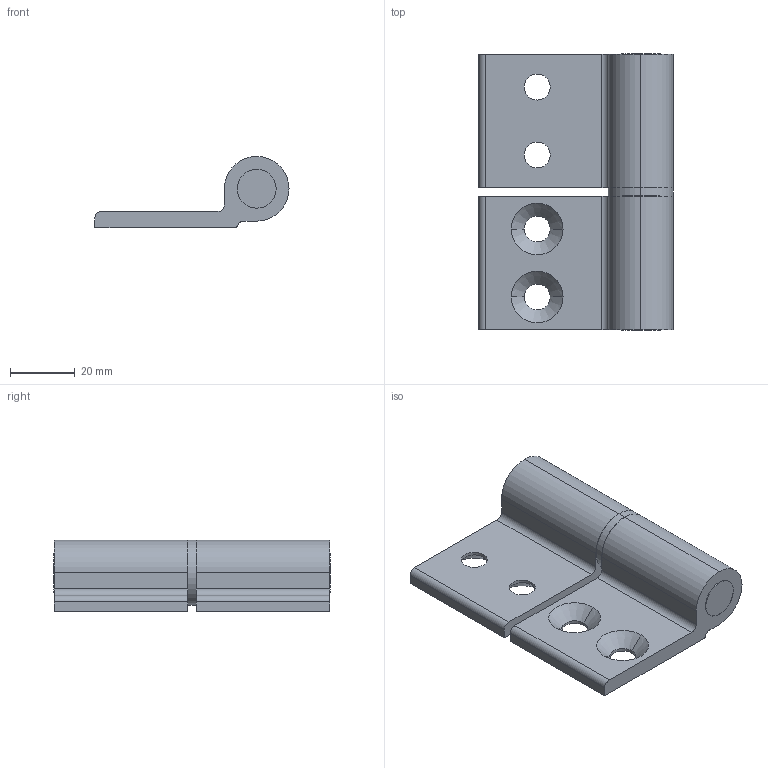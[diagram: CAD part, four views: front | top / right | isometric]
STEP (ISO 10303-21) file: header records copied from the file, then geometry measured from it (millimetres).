
FILE_DESCRIPTION (( 'STEP AP214' ), '1' );
FILE_NAME ('1.62.842032085V.STEP', '2024-10-09T17:26:06', ( '' ), ( '' ), 'SwSTEP 2.0', 'SolidWorks 2024', '' );
FILE_SCHEMA (( 'AUTOMOTIVE_DESIGN' ));
Length unit declared in the file: millimetre
Products named in the file (1): 1.62.842032085V
Bounding box: 60 x 85.5 x 22 mm (x, y, z)
Volume: 43673.9 mm3; surface area: 14936.1 mm2
Topology: 2 solids, 2 shells, 57 faces, 136 edges, 88 vertices
Faces by surface type: cylinder 30, plane 19, cone 8
Entity records: 1722 total; most frequent: DIRECTION 320, CARTESIAN_POINT 282, ORIENTED_EDGE 272, EDGE_CURVE 136, AXIS2_PLACEMENT_3D 126, VERTEX_POINT 88, EDGE_LOOP 70, VECTOR 68
